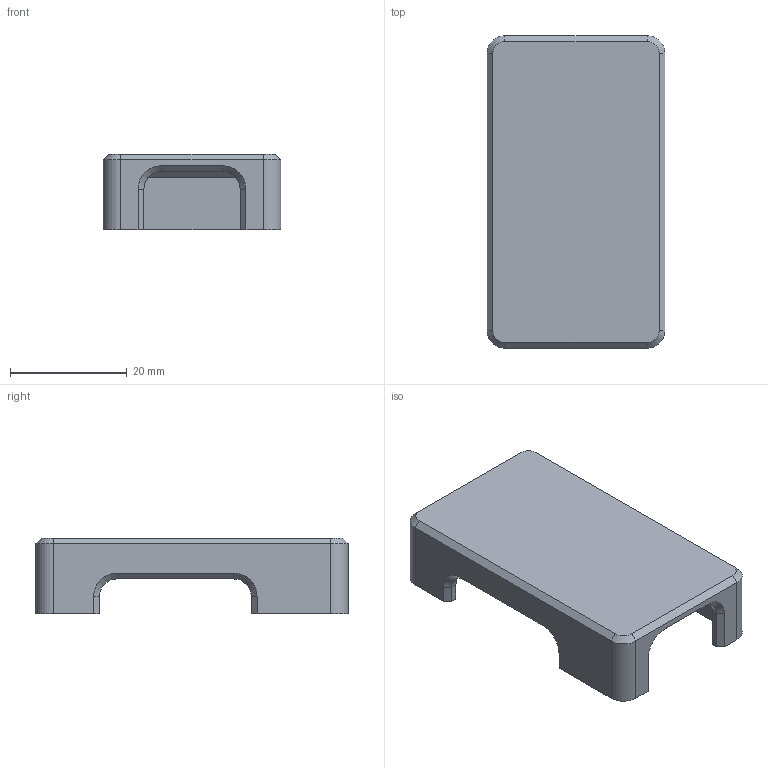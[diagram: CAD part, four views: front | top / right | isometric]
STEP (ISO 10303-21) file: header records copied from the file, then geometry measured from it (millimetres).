
FILE_DESCRIPTION(/* description */ (''),/* implementation_level */ '2;1');
FILE_NAME(/* name */ 'top v28.step',/* time_stamp */ '2025-06-27T17:51:43+05:30',/* author */ (''),/* organization */ (''),/* preprocessor_version */ 'ST-DEVELOPER v20.1',/* originating_system */ 'Autodesk Translation Framework v14.10.0.0',/* authorisation */ '');
FILE_SCHEMA (('AUTOMOTIVE_DESIGN { 1 0 10303 214 3 1 1 }'));
Length unit declared in the file: millimetre
Products named in the file (1): top
Bounding box: 30.5 x 53.5 x 13 mm (x, y, z)
Volume: 8234.3 mm3; surface area: 5735.3 mm2
Topology: 1 solids, 1 shells, 57 faces, 145 edges, 90 vertices
Faces by surface type: plane 37, cone 10, cylinder 10
Entity records: 1731 total; most frequent: DIRECTION 293, CARTESIAN_POINT 293, ORIENTED_EDGE 290, EDGE_CURVE 145, LINE 113, VECTOR 113, VERTEX_POINT 90, AXIS2_PLACEMENT_3D 90
